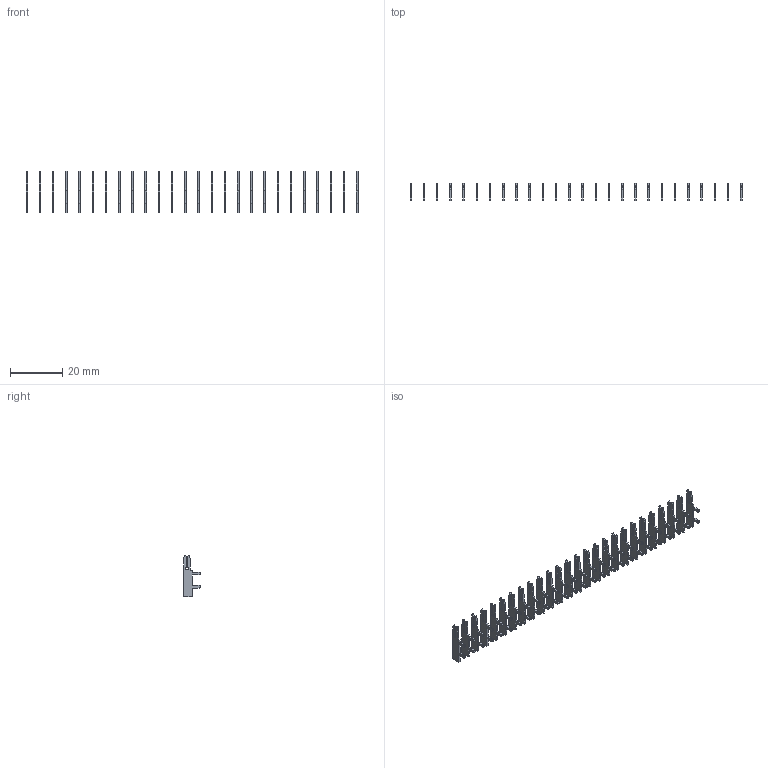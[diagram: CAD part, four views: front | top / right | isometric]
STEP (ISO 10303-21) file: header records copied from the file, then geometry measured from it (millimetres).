
FILE_DESCRIPTION (( 'STEP AP203' ), '1' );
FILE_NAME ('105-026-202-200.STEP', '2020-04-07T23:14:08', ( '' ), ( '' ), 'SwSTEP 2.0', 'SolidWorks 2016', '' );
FILE_SCHEMA (( 'CONFIG_CONTROL_DESIGN' ));
Length unit declared in the file: inch
Products named in the file (2): 100-290-001_100-290-202; 105-026-202-200
Assembly tree (26 placements, depth 2):
  105-026-202-200
    100-290-001_100-290-202  x26
Bounding box: 127.6 x 6.53 x 15.88 mm (x, y, z)
Volume: 826.1 mm3; surface area: 3673.8 mm2
Topology: 26 solids, 26 shells, 780 faces, 2184 edges, 1456 vertices
Faces by surface type: plane 598, cylinder 182
Entity records: 1962 total; most frequent: DIRECTION 212, CARTESIAN_POINT 211, ORIENTED_EDGE 168, EDGE_CURVE 84, AXIS2_PLACEMENT_3D 73, VECTOR 66, LINE 66, LOCAL_TIME 62
